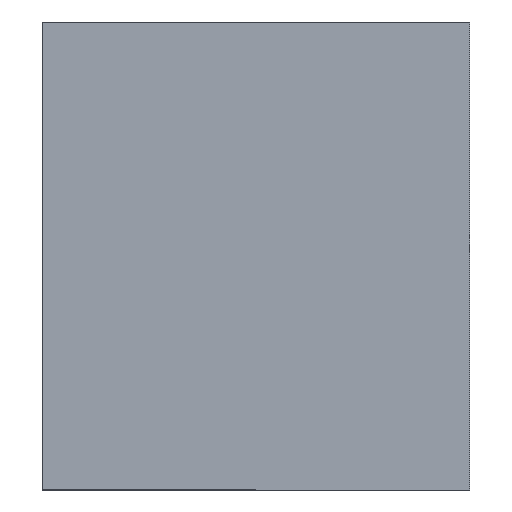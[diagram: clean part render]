
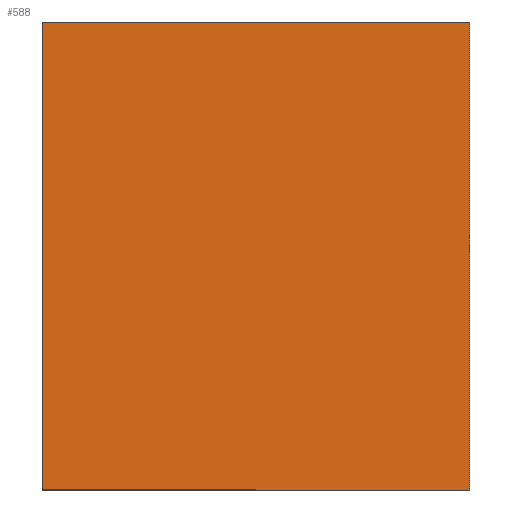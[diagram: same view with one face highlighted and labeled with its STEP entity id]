
A CAD part, left-side view. The second image highlights one B-rep face of the part: STEP entity #588.
In plain terms, the highlighted planar face has unit normal (-1, 0, 0).
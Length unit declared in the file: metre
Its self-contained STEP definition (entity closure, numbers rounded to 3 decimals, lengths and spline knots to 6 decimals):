
#78=ORIENTED_EDGE('',*,*,#234,.F.);
#79=ORIENTED_EDGE('',*,*,#235,.T.);
#80=ORIENTED_EDGE('',*,*,#232,.F.);
#81=ORIENTED_EDGE('',*,*,#208,.T.);
#208=EDGE_CURVE('',#290,#289,#348,.T.);
#232=EDGE_CURVE('',#290,#307,#372,.T.);
#234=EDGE_CURVE('',#308,#289,#374,.T.);
#235=EDGE_CURVE('',#308,#307,#375,.T.);
#289=VERTEX_POINT('',#856);
#290=VERTEX_POINT('',#858);
#307=VERTEX_POINT('',#900);
#308=VERTEX_POINT('',#908);
#348=LINE('',#857,#432);
#372=LINE('',#903,#456);
#374=LINE('',#907,#458);
#375=LINE('',#909,#459);
#432=VECTOR('',#691,1.);
#456=VECTOR('',#723,1.);
#458=VECTOR('',#729,1.);
#459=VECTOR('',#730,1.);
#498=EDGE_LOOP('',(#78,#79,#80,#81));
#528=FACE_BOUND('',#498,.T.);
#558=PLANE('',#631);
#588=ADVANCED_FACE('',(#528),#558,.T.);
#631=AXIS2_PLACEMENT_3D('',#906,#727,#728);
#691=DIRECTION('',(0.,0.,1.));
#723=DIRECTION('',(0.,1.,0.));
#727=DIRECTION('',(-1.,0.,0.));
#728=DIRECTION('',(0.,0.,1.));
#729=DIRECTION('',(0.,-1.,0.));
#730=DIRECTION('',(0.,0.,-1.));
#856=CARTESIAN_POINT('',(0.0872,-0.0128,0.028));
#857=CARTESIAN_POINT('',(0.0872,-0.0128,-0.000002));
#858=CARTESIAN_POINT('',(0.0872,-0.0128,0.));
#900=CARTESIAN_POINT('',(0.0872,0.0128,0.));
#903=CARTESIAN_POINT('',(0.0872,0.,0.));
#906=CARTESIAN_POINT('',(0.0872,0.,-0.000002));
#907=CARTESIAN_POINT('',(0.0872,0.,0.028));
#908=CARTESIAN_POINT('',(0.0872,0.0128,0.028));
#909=CARTESIAN_POINT('',(0.0872,0.0128,0.028002));
